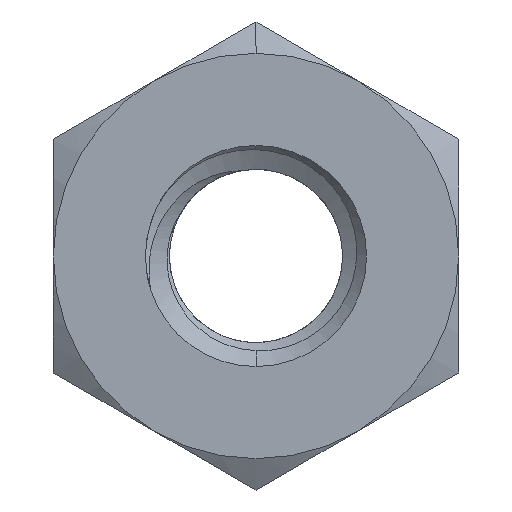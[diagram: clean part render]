
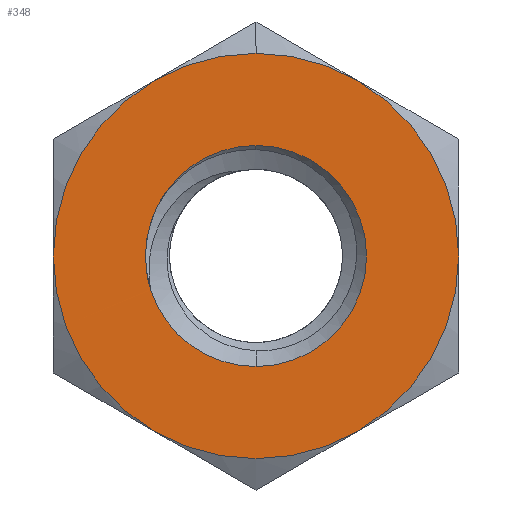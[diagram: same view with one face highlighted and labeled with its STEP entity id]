
A CAD part, front view. The second image highlights one B-rep face of the part: STEP entity #348.
In plain terms, the highlighted planar face has unit normal (0, -1, 0).
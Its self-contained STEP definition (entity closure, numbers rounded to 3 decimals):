
#1 = EDGE_CURVE ( 'NONE', #1832, #608, #1949, .T. ) ;
#7 = CARTESIAN_POINT ( 'NONE',  ( -2.75, -1.2, 0. ) ) ;
#8 = DIRECTION ( 'NONE',  ( 0., 1., 0. ) ) ;
#11 = CIRCLE ( 'NONE', #1953, 2.75 ) ;
#16 = DIRECTION ( 'NONE',  ( 0., 0., 1. ) ) ;
#23 = DIRECTION ( 'NONE',  ( 0., 0., 1. ) ) ;
#24 = DIRECTION ( 'NONE',  ( 0., 0., 1. ) ) ;
#26 = EDGE_CURVE ( 'NONE', #1607, #254, #234, .T. ) ;
#37 = CARTESIAN_POINT ( 'NONE',  ( -2.75, -1.2, -1.588 ) ) ;
#45 = AXIS2_PLACEMENT_3D ( 'NONE', #1992, #1019, #16 ) ;
#122 = ORIENTED_EDGE ( 'NONE', *, *, #1, .T. ) ;
#136 = FACE_BOUND ( 'NONE', #783, .T. ) ;
#139 = AXIS2_PLACEMENT_3D ( 'NONE', #494, #830, #506 ) ;
#157 = ORIENTED_EDGE ( 'NONE', *, *, #1334, .F. ) ;
#164 = DIRECTION ( 'NONE',  ( 0., -1., 0. ) ) ;
#172 = DIRECTION ( 'NONE',  ( 0., 0., 1. ) ) ;
#218 = VERTEX_POINT ( 'NONE', #1365 ) ;
#232 = CIRCLE ( 'NONE', #2125, 1.5 ) ;
#234 = CIRCLE ( 'NONE', #1238, 1.5 ) ;
#254 = VERTEX_POINT ( 'NONE', #716 ) ;
#331 = CARTESIAN_POINT ( 'NONE',  ( -1.427, -1.2, -0.463 ) ) ;
#337 = DIRECTION ( 'NONE',  ( 0., 0., 1. ) ) ;
#348 = ADVANCED_FACE ( 'NONE', ( #1003, #136 ), #1513, .F. ) ;
#355 = CARTESIAN_POINT ( 'NONE',  ( -1.431, -1.2, -0.45 ) ) ;
#360 = CIRCLE ( 'NONE', #139, 1.5 ) ;
#391 = EDGE_CURVE ( 'NONE', #449, #1424, #1423, .T. ) ;
#403 = ORIENTED_EDGE ( 'NONE', *, *, #979, .T. ) ;
#406 = CARTESIAN_POINT ( 'NONE',  ( -1.428, -1.2, -0.459 ) ) ;
#447 = CARTESIAN_POINT ( 'NONE',  ( 0., -1.2, 0. ) ) ;
#449 = VERTEX_POINT ( 'NONE', #625 ) ;
#466 = CARTESIAN_POINT ( 'NONE',  ( -1.375, -1.2, -2.382 ) ) ;
#478 = EDGE_CURVE ( 'NONE', #1424, #2051, #1635, .T. ) ;
#494 = CARTESIAN_POINT ( 'NONE',  ( 0., -1.2, 0. ) ) ;
#506 = DIRECTION ( 'NONE',  ( 0., 0., 1. ) ) ;
#513 = DIRECTION ( 'NONE',  ( 0., 1., 0. ) ) ;
#582 = VERTEX_POINT ( 'NONE', #1523 ) ;
#608 = VERTEX_POINT ( 'NONE', #1214 ) ;
#612 = DIRECTION ( 'NONE',  ( 0., 0., 1. ) ) ;
#625 = CARTESIAN_POINT ( 'NONE',  ( -1.375, -1.2, 2.382 ) ) ;
#630 = DIRECTION ( 'NONE',  ( 0., 0., 1. ) ) ;
#679 = CIRCLE ( 'NONE', #1251, 2.75 ) ;
#692 = CARTESIAN_POINT ( 'NONE',  ( 0., -1.2, 0. ) ) ;
#700 = ORIENTED_EDGE ( 'NONE', *, *, #391, .T. ) ;
#716 = CARTESIAN_POINT ( 'NONE',  ( -1.34, -1.2, 0.675 ) ) ;
#732 = CARTESIAN_POINT ( 'NONE',  ( -1.431, -1.2, -0.45 ) ) ;
#779 = ORIENTED_EDGE ( 'NONE', *, *, #933, .T. ) ;
#783 = EDGE_LOOP ( 'NONE', ( #1061, #122, #1929, #157, #1000 ) ) ;
#830 = DIRECTION ( 'NONE',  ( 0., 1., 0. ) ) ;
#836 = DIRECTION ( 'NONE',  ( 0., 0., 1. ) ) ;
#848 = CARTESIAN_POINT ( 'NONE',  ( 0., -1.2, 0. ) ) ;
#924 = ORIENTED_EDGE ( 'NONE', *, *, #1616, .T. ) ;
#933 = EDGE_CURVE ( 'NONE', #2051, #1772, #1104, .T. ) ;
#940 = EDGE_CURVE ( 'NONE', #218, #582, #679, .T. ) ;
#969 = AXIS2_PLACEMENT_3D ( 'NONE', #37, #1542, #1527 ) ;
#979 = EDGE_CURVE ( 'NONE', #218, #996, #1565, .T. ) ;
#984 = CARTESIAN_POINT ( 'NONE',  ( 0., -1.2, 0. ) ) ;
#996 = VERTEX_POINT ( 'NONE', #2117 ) ;
#997 = CARTESIAN_POINT ( 'NONE',  ( 0., -1.2, 0. ) ) ;
#1000 = ORIENTED_EDGE ( 'NONE', *, *, #26, .T. ) ;
#1003 = FACE_OUTER_BOUND ( 'NONE', #1582, .T. ) ;
#1019 = DIRECTION ( 'NONE',  ( 0., -1., 0. ) ) ;
#1025 = AXIS2_PLACEMENT_3D ( 'NONE', #848, #513, #337 ) ;
#1027 = DIRECTION ( 'NONE',  ( 0., -1., 0. ) ) ;
#1037 = EDGE_CURVE ( 'NONE', #608, #1785, #232, .T. ) ;
#1041 = DIRECTION ( 'NONE',  ( 0., -1., 0. ) ) ;
#1061 = ORIENTED_EDGE ( 'NONE', *, *, #1807, .T. ) ;
#1064 = ORIENTED_EDGE ( 'NONE', *, *, #478, .T. ) ;
#1104 = CIRCLE ( 'NONE', #1137, 2.75 ) ;
#1137 = AXIS2_PLACEMENT_3D ( 'NONE', #447, #1587, #612 ) ;
#1156 = CARTESIAN_POINT ( 'NONE',  ( 0., -1.2, 0. ) ) ;
#1214 = CARTESIAN_POINT ( 'NONE',  ( 0., -1.2, -1.5 ) ) ;
#1238 = AXIS2_PLACEMENT_3D ( 'NONE', #692, #1823, #1640 ) ;
#1251 = AXIS2_PLACEMENT_3D ( 'NONE', #1609, #1766, #630 ) ;
#1334 = EDGE_CURVE ( 'NONE', #1607, #1785, #2100, .T. ) ;
#1365 = CARTESIAN_POINT ( 'NONE',  ( 1.375, -1.2, 2.382 ) ) ;
#1422 = ORIENTED_EDGE ( 'NONE', *, *, #1849, .T. ) ;
#1423 = CIRCLE ( 'NONE', #2096, 2.75 ) ;
#1424 = VERTEX_POINT ( 'NONE', #7 ) ;
#1459 = DIRECTION ( 'NONE',  ( 0., -1., 0. ) ) ;
#1513 = PLANE ( 'NONE',  #969 ) ;
#1515 = AXIS2_PLACEMENT_3D ( 'NONE', #1156, #164, #24 ) ;
#1523 = CARTESIAN_POINT ( 'NONE',  ( 2.75, -1.2, 0. ) ) ;
#1527 = DIRECTION ( 'NONE',  ( 0., 0., 1. ) ) ;
#1542 = DIRECTION ( 'NONE',  ( 0., 1., 0. ) ) ;
#1565 = CIRCLE ( 'NONE', #1699, 2.75 ) ;
#1582 = EDGE_LOOP ( 'NONE', ( #403, #1422, #700, #1064, #779, #924, #1720 ) ) ;
#1587 = DIRECTION ( 'NONE',  ( 0., -1., 0. ) ) ;
#1607 = VERTEX_POINT ( 'NONE', #355 ) ;
#1609 = CARTESIAN_POINT ( 'NONE',  ( 0., -1.2, 0. ) ) ;
#1616 = EDGE_CURVE ( 'NONE', #1772, #582, #1756, .T. ) ;
#1635 = CIRCLE ( 'NONE', #1515, 2.75 ) ;
#1640 = DIRECTION ( 'NONE',  ( 0., 0., 1. ) ) ;
#1652 = CARTESIAN_POINT ( 'NONE',  ( 1.375, -1.2, -2.382 ) ) ;
#1698 = CARTESIAN_POINT ( 'NONE',  ( 0., -1.2, 0. ) ) ;
#1699 = AXIS2_PLACEMENT_3D ( 'NONE', #984, #1459, #172 ) ;
#1720 = ORIENTED_EDGE ( 'NONE', *, *, #940, .F. ) ;
#1721 = CARTESIAN_POINT ( 'NONE',  ( -1.429, -1.2, -0.454 ) ) ;
#1756 = CIRCLE ( 'NONE', #45, 2.75 ) ;
#1766 = DIRECTION ( 'NONE',  ( 0., 1., 0. ) ) ;
#1772 = VERTEX_POINT ( 'NONE', #1652 ) ;
#1785 = VERTEX_POINT ( 'NONE', #331 ) ;
#1807 = EDGE_CURVE ( 'NONE', #254, #1832, #360, .T. ) ;
#1823 = DIRECTION ( 'NONE',  ( 0., 1., 0. ) ) ;
#1832 = VERTEX_POINT ( 'NONE', #1995 ) ;
#1843 = CARTESIAN_POINT ( 'NONE',  ( 0., -1.2, 0. ) ) ;
#1849 = EDGE_CURVE ( 'NONE', #996, #449, #11, .T. ) ;
#1861 = DIRECTION ( 'NONE',  ( 0., 0., 1. ) ) ;
#1929 = ORIENTED_EDGE ( 'NONE', *, *, #1037, .T. ) ;
#1949 = CIRCLE ( 'NONE', #1025, 1.5 ) ;
#1953 = AXIS2_PLACEMENT_3D ( 'NONE', #1698, #1041, #1861 ) ;
#1992 = CARTESIAN_POINT ( 'NONE',  ( 0., -1.2, 0. ) ) ;
#1995 = CARTESIAN_POINT ( 'NONE',  ( 0., -1.2, 1.5 ) ) ;
#2034 = CARTESIAN_POINT ( 'NONE',  ( -1.427, -1.2, -0.463 ) ) ;
#2051 = VERTEX_POINT ( 'NONE', #466 ) ;
#2096 = AXIS2_PLACEMENT_3D ( 'NONE', #1843, #1027, #23 ) ;
#2100 = B_SPLINE_CURVE_WITH_KNOTS ( 'NONE', 3,
 ( #732, #1721, #406, #2034 ),
 .UNSPECIFIED., .F., .F.,
 ( 4, 4 ),
 ( 0., 1. ),
 .UNSPECIFIED. ) ;
#2117 = CARTESIAN_POINT ( 'NONE',  ( 0., -1.2, 2.75 ) ) ;
#2125 = AXIS2_PLACEMENT_3D ( 'NONE', #997, #8, #836 ) ;
